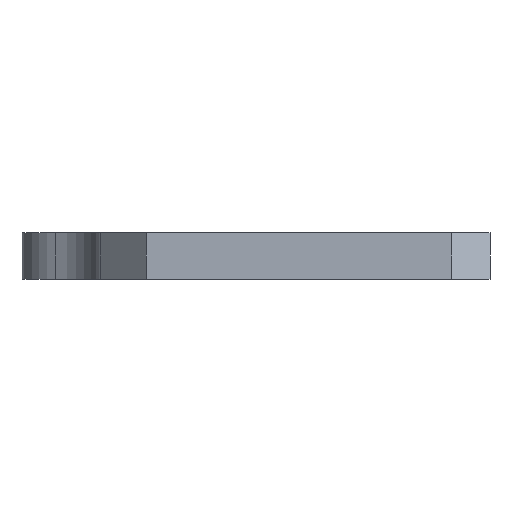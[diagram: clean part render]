
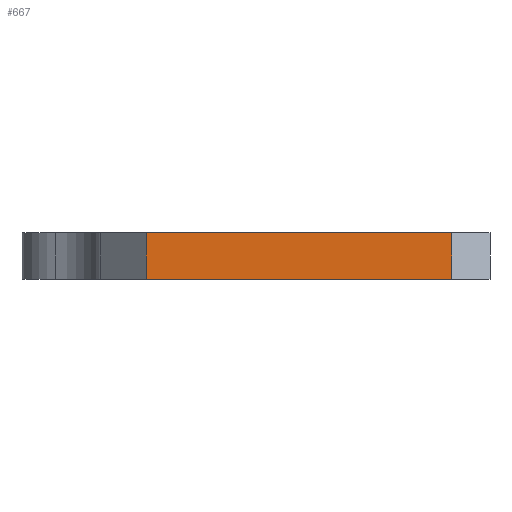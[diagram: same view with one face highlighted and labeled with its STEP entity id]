
A CAD part, left-side view. The second image highlights one B-rep face of the part: STEP entity #667.
In plain terms, the highlighted planar face has unit normal (-1, 0, 0).
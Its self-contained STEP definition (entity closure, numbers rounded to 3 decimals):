
#27 = CARTESIAN_POINT ( 'NONE',  ( -13.2, -1.3, 1.8 ) ) ;
#30 = CARTESIAN_POINT ( 'NONE',  ( -13.2, -13.2, 1.8 ) ) ;
#79 = EDGE_CURVE ( 'NONE', #165, #746, #102, .T. ) ;
#102 = LINE ( 'NONE', #380, #578 ) ;
#105 = DIRECTION ( 'NONE',  ( 0., 0., -1. ) ) ;
#165 = VERTEX_POINT ( 'NONE', #313 ) ;
#219 = EDGE_LOOP ( 'NONE', ( #266, #692, #300, #643 ) ) ;
#221 = DIRECTION ( 'NONE',  ( 0., -1., 0. ) ) ;
#266 = ORIENTED_EDGE ( 'NONE', *, *, #297, .F. ) ;
#278 = PLANE ( 'NONE',  #819 ) ;
#282 = VECTOR ( 'NONE', #221, 1000. ) ;
#297 = EDGE_CURVE ( 'NONE', #447, #821, #568, .T. ) ;
#300 = ORIENTED_EDGE ( 'NONE', *, *, #79, .T. ) ;
#313 = CARTESIAN_POINT ( 'NONE',  ( -13.2, -1.3, 0. ) ) ;
#356 = DIRECTION ( 'NONE',  ( 0., 0., -1. ) ) ;
#363 = CARTESIAN_POINT ( 'NONE',  ( -13.2, -13.2, 1.8 ) ) ;
#380 = CARTESIAN_POINT ( 'NONE',  ( -13.2, 0., 0. ) ) ;
#446 = VECTOR ( 'NONE', #105, 1000. ) ;
#447 = VERTEX_POINT ( 'NONE', #27 ) ;
#489 = CARTESIAN_POINT ( 'NONE',  ( -13.2, -1.3, 0. ) ) ;
#556 = DIRECTION ( 'NONE',  ( 0., 1., 0. ) ) ;
#568 = LINE ( 'NONE', #764, #282 ) ;
#572 = CARTESIAN_POINT ( 'NONE',  ( -13.2, 0., 1.8 ) ) ;
#578 = VECTOR ( 'NONE', #850, 1000. ) ;
#632 = LINE ( 'NONE', #489, #908 ) ;
#643 = ORIENTED_EDGE ( 'NONE', *, *, #854, .F. ) ;
#644 = CARTESIAN_POINT ( 'NONE',  ( -13.2, -13.2, 0. ) ) ;
#653 = LINE ( 'NONE', #30, #446 ) ;
#667 = ADVANCED_FACE ( 'NONE', ( #897 ), #278, .F. ) ;
#692 = ORIENTED_EDGE ( 'NONE', *, *, #722, .T. ) ;
#722 = EDGE_CURVE ( 'NONE', #447, #165, #632, .T. ) ;
#746 = VERTEX_POINT ( 'NONE', #644 ) ;
#764 = CARTESIAN_POINT ( 'NONE',  ( -13.2, 0., 1.8 ) ) ;
#819 = AXIS2_PLACEMENT_3D ( 'NONE', #572, #839, #556 ) ;
#821 = VERTEX_POINT ( 'NONE', #363 ) ;
#839 = DIRECTION ( 'NONE',  ( 1., 0., 0. ) ) ;
#850 = DIRECTION ( 'NONE',  ( 0., -1., 0. ) ) ;
#854 = EDGE_CURVE ( 'NONE', #821, #746, #653, .T. ) ;
#897 = FACE_OUTER_BOUND ( 'NONE', #219, .T. ) ;
#908 = VECTOR ( 'NONE', #356, 1000. ) ;
